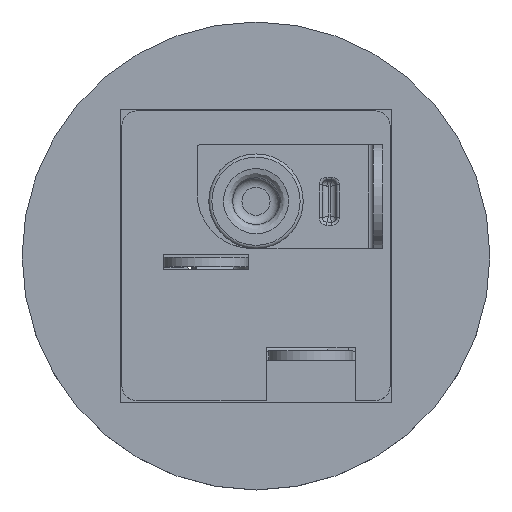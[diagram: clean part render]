
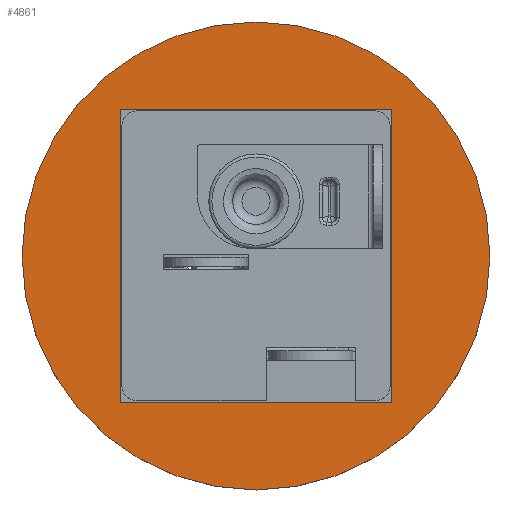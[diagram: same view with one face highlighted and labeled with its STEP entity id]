
A CAD part, top view. The second image highlights one B-rep face of the part: STEP entity #4861.
In plain terms, the highlighted planar face has unit normal (0, 0, 1).
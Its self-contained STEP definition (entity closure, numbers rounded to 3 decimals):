
#390=FACE_BOUND('',#1861,.T.);
#781=LINE('',#10774,#1179);
#784=LINE('',#10779,#1182);
#786=LINE('',#10783,#1184);
#788=LINE('',#10786,#1186);
#1179=VECTOR('',#6342,10.);
#1182=VECTOR('',#6347,10.);
#1184=VECTOR('',#6351,10.);
#1186=VECTOR('',#6355,10.);
#1298=PLANE('',#5239);
#1566=FACE_OUTER_BOUND('',#1860,.T.);
#1860=EDGE_LOOP('',(#4579));
#1861=EDGE_LOOP('',(#4580,#4581,#4582,#4583));
#1969=CIRCLE('',#5148,7.5);
#2221=VERTEX_POINT('',#7564);
#2444=VERTEX_POINT('',#10772);
#2445=VERTEX_POINT('',#10773);
#2446=VERTEX_POINT('',#10778);
#2447=VERTEX_POINT('',#10782);
#2815=EDGE_CURVE('',#2221,#2221,#1969,.T.);
#3152=EDGE_CURVE('',#2444,#2445,#781,.T.);
#3155=EDGE_CURVE('',#2445,#2446,#784,.T.);
#3157=EDGE_CURVE('',#2446,#2447,#786,.T.);
#3159=EDGE_CURVE('',#2447,#2444,#788,.T.);
#4579=ORIENTED_EDGE('',*,*,#2815,.T.);
#4580=ORIENTED_EDGE('',*,*,#3152,.T.);
#4581=ORIENTED_EDGE('',*,*,#3155,.T.);
#4582=ORIENTED_EDGE('',*,*,#3157,.T.);
#4583=ORIENTED_EDGE('',*,*,#3159,.T.);
#4861=ADVANCED_FACE('',(#1566,#390),#1298,.T.);
#5148=AXIS2_PLACEMENT_3D('',#7566,#6006,#6007);
#5239=AXIS2_PLACEMENT_3D('',#10787,#6356,#6357);
#6006=DIRECTION('center_axis',(0.,0.,1.));
#6007=DIRECTION('ref_axis',(-1.,0.,0.));
#6342=DIRECTION('',(-1.,0.,0.));
#6347=DIRECTION('',(0.,1.,0.));
#6351=DIRECTION('',(1.,0.,0.));
#6355=DIRECTION('',(0.,-1.,0.));
#6356=DIRECTION('center_axis',(0.,0.,1.));
#6357=DIRECTION('ref_axis',(-1.,0.,0.));
#7564=CARTESIAN_POINT('',(7.5,0.,11.4));
#7566=CARTESIAN_POINT('Origin',(0.,0.,11.4));
#10772=CARTESIAN_POINT('',(4.35,-4.7,11.4));
#10773=CARTESIAN_POINT('',(-4.35,-4.7,11.4));
#10774=CARTESIAN_POINT('',(-2.175,-4.7,11.4));
#10778=CARTESIAN_POINT('',(-4.35,4.7,11.4));
#10779=CARTESIAN_POINT('',(-4.35,2.35,11.4));
#10782=CARTESIAN_POINT('',(4.35,4.7,11.4));
#10783=CARTESIAN_POINT('',(2.175,4.7,11.4));
#10786=CARTESIAN_POINT('',(4.35,-2.35,11.4));
#10787=CARTESIAN_POINT('Origin',(0.,0.,11.4));
